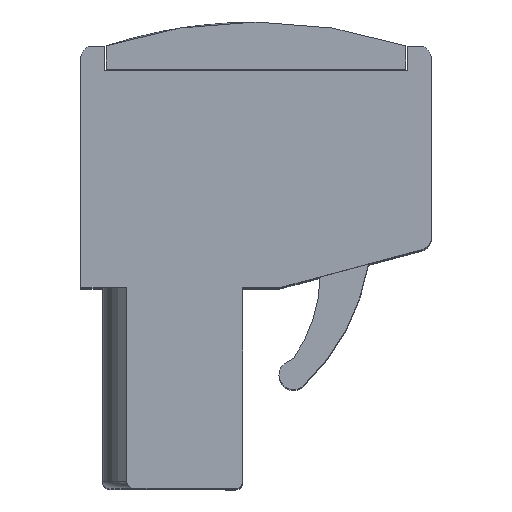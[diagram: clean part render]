
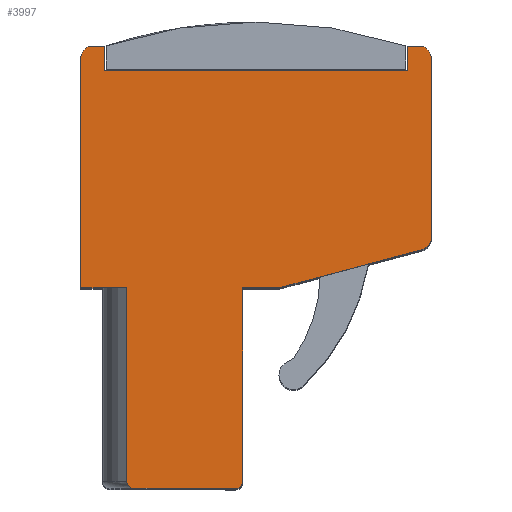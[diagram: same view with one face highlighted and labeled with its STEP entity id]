
A CAD part, top view. The second image highlights one B-rep face of the part: STEP entity #3997.
In plain terms, the highlighted planar face has unit normal (0, 0, 1).
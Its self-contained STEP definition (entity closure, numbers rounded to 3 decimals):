
#46 = DIRECTION ( 'NONE',  ( 1., 0., 0. ) ) ;
#67 = DIRECTION ( 'NONE',  ( -1., 0., 0. ) ) ;
#91 = VERTEX_POINT ( 'NONE', #3132 ) ;
#216 = ORIENTED_EDGE ( 'NONE', *, *, #1240, .T. ) ;
#294 = VERTEX_POINT ( 'NONE', #2449 ) ;
#569 = EDGE_CURVE ( 'NONE', #9442, #3137, #6729, .T. ) ;
#619 = DIRECTION ( 'NONE',  ( 0., 1., 0. ) ) ;
#876 = LINE ( 'NONE', #5144, #3573 ) ;
#1003 = DIRECTION ( 'NONE',  ( 0., 1., 0. ) ) ;
#1061 = VERTEX_POINT ( 'NONE', #4251 ) ;
#1080 = DIRECTION ( 'NONE',  ( 1., 0., 0. ) ) ;
#1133 = CARTESIAN_POINT ( 'NONE',  ( 0., 0., 2.54 ) ) ;
#1240 = EDGE_CURVE ( 'NONE', #8098, #13401, #1593, .T. ) ;
#1382 = CARTESIAN_POINT ( 'NONE',  ( 9.7, 17.3, 2.54 ) ) ;
#1506 = VERTEX_POINT ( 'NONE', #3717 ) ;
#1546 = DIRECTION ( 'NONE',  ( 0., 1., 0. ) ) ;
#1593 = CIRCLE ( 'NONE', #5453, 0.3 ) ;
#1688 = VERTEX_POINT ( 'NONE', #6274 ) ;
#1693 = LINE ( 'NONE', #7442, #5806 ) ;
#1786 = ORIENTED_EDGE ( 'NONE', *, *, #2283, .T. ) ;
#1904 = EDGE_CURVE ( 'NONE', #294, #13663, #6719, .T. ) ;
#2110 = VERTEX_POINT ( 'NONE', #1382 ) ;
#2160 = CARTESIAN_POINT ( 'NONE',  ( 2.9, 8.3, 2.54 ) ) ;
#2195 = VECTOR ( 'NONE', #11603, 1000. ) ;
#2199 = ORIENTED_EDGE ( 'NONE', *, *, #13869, .T. ) ;
#2283 = EDGE_CURVE ( 'NONE', #1506, #13832, #1693, .T. ) ;
#2291 = DIRECTION ( 'NONE',  ( 1., 0., 0. ) ) ;
#2302 = EDGE_CURVE ( 'NONE', #3317, #6811, #10417, .T. ) ;
#2449 = CARTESIAN_POINT ( 'NONE',  ( -3.3, 18.3, 2.54 ) ) ;
#2462 = AXIS2_PLACEMENT_3D ( 'NONE', #1133, #9095, #2291 ) ;
#2492 = VERTEX_POINT ( 'NONE', #12331 ) ;
#2560 = LINE ( 'NONE', #5967, #2195 ) ;
#3132 = CARTESIAN_POINT ( 'NONE',  ( 10.329, 9.889, 2.54 ) ) ;
#3137 = VERTEX_POINT ( 'NONE', #8555 ) ;
#3184 = ORIENTED_EDGE ( 'NONE', *, *, #9723, .F. ) ;
#3317 = VERTEX_POINT ( 'NONE', #2160 ) ;
#3422 = ORIENTED_EDGE ( 'NONE', *, *, #11871, .T. ) ;
#3460 = ORIENTED_EDGE ( 'NONE', *, *, #8341, .T. ) ;
#3510 = CARTESIAN_POINT ( 'NONE',  ( -3.8, 8.3, 2.54 ) ) ;
#3513 = CARTESIAN_POINT ( 'NONE',  ( -2.8, 18.3, 2.54 ) ) ;
#3573 = VECTOR ( 'NONE', #10801, 1000. ) ;
#3628 = CARTESIAN_POINT ( 'NONE',  ( 10.7, 18.3, 2.54 ) ) ;
#3712 = CARTESIAN_POINT ( 'NONE',  ( -1.9, 0.3, 2.54 ) ) ;
#3717 = CARTESIAN_POINT ( 'NONE',  ( 10.7, 10.372, 2.54 ) ) ;
#3844 = LINE ( 'NONE', #3513, #9516 ) ;
#3967 = EDGE_CURVE ( 'NONE', #13832, #1061, #8237, .T. ) ;
#3997 = ADVANCED_FACE ( 'NONE', ( #7875 ), #10197, .T. ) ;
#4090 = EDGE_LOOP ( 'NONE', ( #3184, #216, #13635, #11674, #9933, #11023, #3460, #12872, #1786, #14646, #3422, #7683, #7612, #10814, #2199, #9586, #10631, #11504 ) ) ;
#4146 = CARTESIAN_POINT ( 'NONE',  ( 4.4, 8.3, 2.54 ) ) ;
#4251 = CARTESIAN_POINT ( 'NONE',  ( 10.2, 18.3, 2.54 ) ) ;
#4306 = CARTESIAN_POINT ( 'NONE',  ( -3.8, 18.3, 2.54 ) ) ;
#4416 = VECTOR ( 'NONE', #9906, 1000. ) ;
#4440 = DIRECTION ( 'NONE',  ( 0., 0., 1. ) ) ;
#4512 = VECTOR ( 'NONE', #7044, 1000. ) ;
#4774 = AXIS2_PLACEMENT_3D ( 'NONE', #13614, #6872, #46 ) ;
#5144 = CARTESIAN_POINT ( 'NONE',  ( -3.8, 8.3, 2.54 ) ) ;
#5356 = DIRECTION ( 'NONE',  ( 0., 0., 1. ) ) ;
#5402 = CARTESIAN_POINT ( 'NONE',  ( 4.4, 8.3, 2.54 ) ) ;
#5453 = AXIS2_PLACEMENT_3D ( 'NONE', #5742, #13631, #6887 ) ;
#5486 = VECTOR ( 'NONE', #10752, 1000. ) ;
#5742 = CARTESIAN_POINT ( 'NONE',  ( -1.6, 0.3, 2.54 ) ) ;
#5806 = VECTOR ( 'NONE', #619, 1000. ) ;
#5967 = CARTESIAN_POINT ( 'NONE',  ( 9.7, 18.3, 2.54 ) ) ;
#6274 = CARTESIAN_POINT ( 'NONE',  ( -1.9, 8.3, 2.54 ) ) ;
#6353 = DIRECTION ( 'NONE',  ( 1., 0., 0. ) ) ;
#6453 = CARTESIAN_POINT ( 'NONE',  ( -2.8, 17.3, 2.54 ) ) ;
#6669 = VECTOR ( 'NONE', #67, 1000. ) ;
#6719 = CIRCLE ( 'NONE', #9644, 0.5 ) ;
#6729 = CIRCLE ( 'NONE', #12915, 0.3 ) ;
#6811 = VERTEX_POINT ( 'NONE', #5402 ) ;
#6872 = DIRECTION ( 'NONE',  ( 0., 0., 1. ) ) ;
#6883 = LINE ( 'NONE', #4306, #12528 ) ;
#6887 = DIRECTION ( 'NONE',  ( 1., 0., 0. ) ) ;
#6901 = EDGE_CURVE ( 'NONE', #3137, #3317, #14583, .T. ) ;
#7044 = DIRECTION ( 'NONE',  ( -1., 0., 0. ) ) ;
#7329 = CARTESIAN_POINT ( 'NONE',  ( -2.8, 17.3, 2.54 ) ) ;
#7442 = CARTESIAN_POINT ( 'NONE',  ( 10.7, 9.988, 2.54 ) ) ;
#7509 = LINE ( 'NONE', #3628, #4512 ) ;
#7612 = ORIENTED_EDGE ( 'NONE', *, *, #12277, .F. ) ;
#7683 = ORIENTED_EDGE ( 'NONE', *, *, #10249, .F. ) ;
#7726 = CARTESIAN_POINT ( 'NONE',  ( -3.8, 17.8, 2.54 ) ) ;
#7739 = VECTOR ( 'NONE', #6353, 1000. ) ;
#7777 = LINE ( 'NONE', #4146, #4416 ) ;
#7784 = VERTEX_POINT ( 'NONE', #6453 ) ;
#7875 = FACE_OUTER_BOUND ( 'NONE', #4090, .T. ) ;
#7893 = DIRECTION ( 'NONE',  ( 0., 0., 1. ) ) ;
#7952 = VERTEX_POINT ( 'NONE', #3510 ) ;
#7994 = LINE ( 'NONE', #14437, #10652 ) ;
#8098 = VERTEX_POINT ( 'NONE', #3712 ) ;
#8191 = VERTEX_POINT ( 'NONE', #8400 ) ;
#8237 = CIRCLE ( 'NONE', #8807, 0.5 ) ;
#8341 = EDGE_CURVE ( 'NONE', #6811, #91, #7777, .T. ) ;
#8351 = CARTESIAN_POINT ( 'NONE',  ( -1.9, 0., 2.54 ) ) ;
#8400 = CARTESIAN_POINT ( 'NONE',  ( 9.7, 18.3, 2.54 ) ) ;
#8476 = CARTESIAN_POINT ( 'NONE',  ( -1.6, 0., 2.54 ) ) ;
#8488 = LINE ( 'NONE', #7329, #5486 ) ;
#8555 = CARTESIAN_POINT ( 'NONE',  ( 2.9, 0.3, 2.54 ) ) ;
#8807 = AXIS2_PLACEMENT_3D ( 'NONE', #14648, #7893, #1080 ) ;
#8818 = DIRECTION ( 'NONE',  ( -1., 0., 0. ) ) ;
#9065 = EDGE_CURVE ( 'NONE', #9442, #13401, #12673, .T. ) ;
#9095 = DIRECTION ( 'NONE',  ( 0., 0., 1. ) ) ;
#9394 = EDGE_CURVE ( 'NONE', #13663, #7952, #6883, .T. ) ;
#9442 = VERTEX_POINT ( 'NONE', #14571 ) ;
#9516 = VECTOR ( 'NONE', #10402, 1000. ) ;
#9586 = ORIENTED_EDGE ( 'NONE', *, *, #1904, .T. ) ;
#9607 = EDGE_CURVE ( 'NONE', #2492, #7784, #3844, .T. ) ;
#9644 = AXIS2_PLACEMENT_3D ( 'NONE', #11235, #4440, #12351 ) ;
#9723 = EDGE_CURVE ( 'NONE', #8098, #1688, #11106, .T. ) ;
#9906 = DIRECTION ( 'NONE',  ( 0.966, 0.259, 0. ) ) ;
#9933 = ORIENTED_EDGE ( 'NONE', *, *, #6901, .T. ) ;
#10197 = PLANE ( 'NONE',  #2462 ) ;
#10249 = EDGE_CURVE ( 'NONE', #2110, #8191, #2560, .T. ) ;
#10402 = DIRECTION ( 'NONE',  ( 0., -1., 0. ) ) ;
#10417 = LINE ( 'NONE', #10775, #7739 ) ;
#10631 = ORIENTED_EDGE ( 'NONE', *, *, #9394, .T. ) ;
#10652 = VECTOR ( 'NONE', #8818, 1000. ) ;
#10752 = DIRECTION ( 'NONE',  ( 1., 0., 0. ) ) ;
#10775 = CARTESIAN_POINT ( 'NONE',  ( -3.8, 8.3, 2.54 ) ) ;
#10801 = DIRECTION ( 'NONE',  ( 1., 0., 0. ) ) ;
#10814 = ORIENTED_EDGE ( 'NONE', *, *, #9607, .F. ) ;
#11023 = ORIENTED_EDGE ( 'NONE', *, *, #2302, .T. ) ;
#11103 = CIRCLE ( 'NONE', #4774, 0.5 ) ;
#11106 = LINE ( 'NONE', #8351, #13736 ) ;
#11235 = CARTESIAN_POINT ( 'NONE',  ( -3.3, 17.8, 2.54 ) ) ;
#11359 = CARTESIAN_POINT ( 'NONE',  ( -1.9, 0., 2.54 ) ) ;
#11459 = CARTESIAN_POINT ( 'NONE',  ( 10.7, 17.8, 2.54 ) ) ;
#11504 = ORIENTED_EDGE ( 'NONE', *, *, #14060, .T. ) ;
#11598 = VECTOR ( 'NONE', #1003, 1000. ) ;
#11603 = DIRECTION ( 'NONE',  ( 0., 1., 0. ) ) ;
#11674 = ORIENTED_EDGE ( 'NONE', *, *, #569, .T. ) ;
#11871 = EDGE_CURVE ( 'NONE', #1061, #8191, #7994, .T. ) ;
#12117 = CARTESIAN_POINT ( 'NONE',  ( 2.6, 0.3, 2.54 ) ) ;
#12214 = DIRECTION ( 'NONE',  ( 0., -1., 0. ) ) ;
#12277 = EDGE_CURVE ( 'NONE', #7784, #2110, #8488, .T. ) ;
#12331 = CARTESIAN_POINT ( 'NONE',  ( -2.8, 18.3, 2.54 ) ) ;
#12351 = DIRECTION ( 'NONE',  ( 1., 0., 0. ) ) ;
#12528 = VECTOR ( 'NONE', #12214, 1000. ) ;
#12673 = LINE ( 'NONE', #11359, #6669 ) ;
#12872 = ORIENTED_EDGE ( 'NONE', *, *, #13132, .T. ) ;
#12915 = AXIS2_PLACEMENT_3D ( 'NONE', #12117, #5356, #13260 ) ;
#13132 = EDGE_CURVE ( 'NONE', #91, #1506, #11103, .T. ) ;
#13260 = DIRECTION ( 'NONE',  ( 1., 0., 0. ) ) ;
#13401 = VERTEX_POINT ( 'NONE', #8476 ) ;
#13614 = CARTESIAN_POINT ( 'NONE',  ( 10.2, 10.372, 2.54 ) ) ;
#13631 = DIRECTION ( 'NONE',  ( 0., 0., 1. ) ) ;
#13635 = ORIENTED_EDGE ( 'NONE', *, *, #9065, .F. ) ;
#13663 = VERTEX_POINT ( 'NONE', #7726 ) ;
#13736 = VECTOR ( 'NONE', #1546, 1000. ) ;
#13832 = VERTEX_POINT ( 'NONE', #11459 ) ;
#13869 = EDGE_CURVE ( 'NONE', #2492, #294, #7509, .T. ) ;
#14060 = EDGE_CURVE ( 'NONE', #7952, #1688, #876, .T. ) ;
#14437 = CARTESIAN_POINT ( 'NONE',  ( 10.7, 18.3, 2.54 ) ) ;
#14571 = CARTESIAN_POINT ( 'NONE',  ( 2.6, 0., 2.54 ) ) ;
#14576 = CARTESIAN_POINT ( 'NONE',  ( 2.9, 0., 2.54 ) ) ;
#14583 = LINE ( 'NONE', #14576, #11598 ) ;
#14646 = ORIENTED_EDGE ( 'NONE', *, *, #3967, .T. ) ;
#14648 = CARTESIAN_POINT ( 'NONE',  ( 10.2, 17.8, 2.54 ) ) ;
